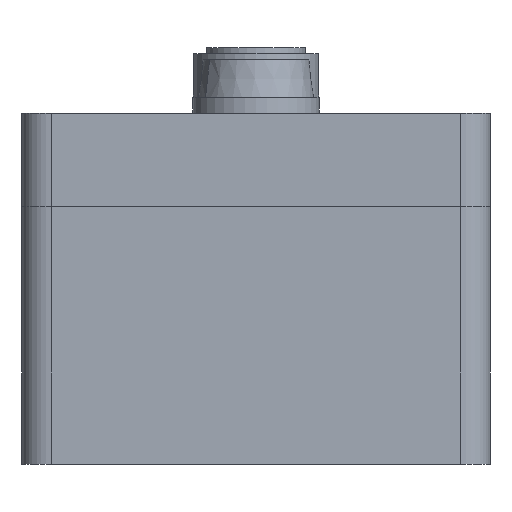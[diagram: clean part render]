
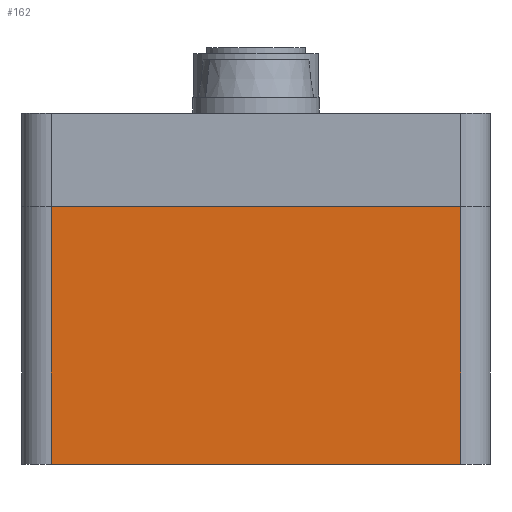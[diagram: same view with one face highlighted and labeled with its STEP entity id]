
A CAD part, front view. The second image highlights one B-rep face of the part: STEP entity #162.
In plain terms, the highlighted planar face has unit normal (0, -1, 0).
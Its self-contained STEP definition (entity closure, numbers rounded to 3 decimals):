
#162=ADVANCED_FACE('',(#763),#765,.F.);
#763=FACE_OUTER_BOUND('',#764,.T.);
#764=EDGE_LOOP('',(#1486,#1487,#1488,#1489));
#765=PLANE('',#766);
#766=AXIS2_PLACEMENT_3D('',#767,#768,#769);
#767=CARTESIAN_POINT('',(60.,-110.,0.));
#768=DIRECTION('',(0.,1.,-0.));
#769=DIRECTION('',(-1.,0.,0.));
#1486=ORIENTED_EDGE('',*,*,#1889,.F.);
#1487=ORIENTED_EDGE('',*,*,#1753,.T.);
#1488=ORIENTED_EDGE('',*,*,#1890,.T.);
#1489=ORIENTED_EDGE('',*,*,#1796,.F.);
#1753=EDGE_CURVE('',#2154,#2161,#2163,.F.);
#1796=EDGE_CURVE('',#2247,#2248,#2249,.F.);
#1889=EDGE_CURVE('',#2154,#2247,#2370,.T.);
#1890=EDGE_CURVE('',#2161,#2248,#2371,.T.);
#2154=VERTEX_POINT('',#2925);
#2161=VERTEX_POINT('',#2942);
#2163=LINE('',#2947,#2948);
#2247=VERTEX_POINT('',#3146);
#2248=VERTEX_POINT('',#3147);
#2249=LINE('',#3148,#3149);
#2370=LINE('',#3463,#3464);
#2371=LINE('',#3466,#3467);
#2925=CARTESIAN_POINT('',(-52.5,-110.,0.));
#2942=CARTESIAN_POINT('',(52.5,-110.,0.));
#2947=CARTESIAN_POINT('',(52.5,-110.,0.));
#2948=VECTOR('',#2949,1.);
#2949=DIRECTION('',(-1.,0.,0.));
#3146=CARTESIAN_POINT('',(-52.5,-110.,66.));
#3147=CARTESIAN_POINT('',(52.5,-110.,66.));
#3148=CARTESIAN_POINT('',(52.5,-110.,66.));
#3149=VECTOR('',#3150,1.);
#3150=DIRECTION('',(-1.,0.,0.));
#3463=CARTESIAN_POINT('',(-52.5,-110.,0.));
#3464=VECTOR('',#3465,1.);
#3465=DIRECTION('',(0.,0.,1.));
#3466=CARTESIAN_POINT('',(52.5,-110.,0.));
#3467=VECTOR('',#3468,1.);
#3468=DIRECTION('',(0.,0.,1.));
